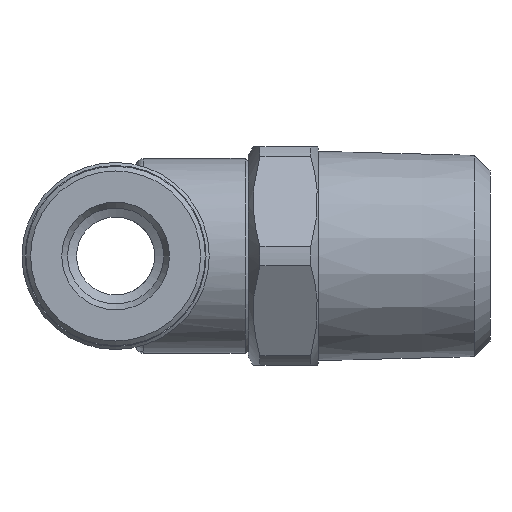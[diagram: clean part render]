
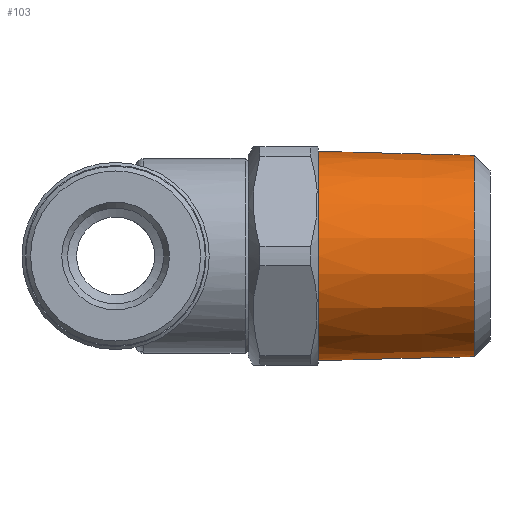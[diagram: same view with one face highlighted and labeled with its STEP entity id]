
A CAD part, left-side view. The second image highlights one B-rep face of the part: STEP entity #103.
In plain terms, the highlighted conical face has half-angle 1.47 degrees and reference radius 6.707 mm.
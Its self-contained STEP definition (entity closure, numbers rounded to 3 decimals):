
#103 = ADVANCED_FACE( 'NONE', ( #218, #219 ), #220, .T. );
#218 = FACE_OUTER_BOUND( '', #713, .T. );
#219 = FACE_BOUND( '', #714, .T. );
#220 = CONICAL_SURFACE( '', #715, 6.707, 0.026 );
#713 = EDGE_LOOP( '', ( #1054 ) );
#714 = EDGE_LOOP( '', ( #1055 ) );
#715 = AXIS2_PLACEMENT_3D( '', #1056, #1057, #1058 );
#1054 = ORIENTED_EDGE( '', *, *, #1372, .T. );
#1055 = ORIENTED_EDGE( '', *, *, #1366, .F. );
#1056 = CARTESIAN_POINT( '', ( 0., -13., 0. ) );
#1057 = DIRECTION( '', ( 0., 1., 0. ) );
#1058 = DIRECTION( '', ( 0., 0., 1. ) );
#1366 = EDGE_CURVE( 'NONE', #1544, #1544, #1545, .T. );
#1372 = EDGE_CURVE( 'NONE', #1555, #1555, #1556, .T. );
#1544 = VERTEX_POINT( '', #2091 );
#1545 = CIRCLE( '', #2092, 6.45 );
#1555 = VERTEX_POINT( '', #2102 );
#1556 = CIRCLE( '', #2103, 6.707 );
#2091 = CARTESIAN_POINT( '', ( 0., -23., -6.45 ) );
#2092 = AXIS2_PLACEMENT_3D( '', #2304, #2305, #2306 );
#2102 = CARTESIAN_POINT( '', ( 0., -13., -6.707 ) );
#2103 = AXIS2_PLACEMENT_3D( '', #2322, #2323, #2324 );
#2304 = CARTESIAN_POINT( '', ( 0., -23., 0. ) );
#2305 = DIRECTION( '', ( 0., -1., 0. ) );
#2306 = DIRECTION( '', ( 0., 0., -1. ) );
#2322 = CARTESIAN_POINT( '', ( 0., -13., 0. ) );
#2323 = DIRECTION( '', ( 0., -1., 0. ) );
#2324 = DIRECTION( '', ( 0., 0., -1. ) );
